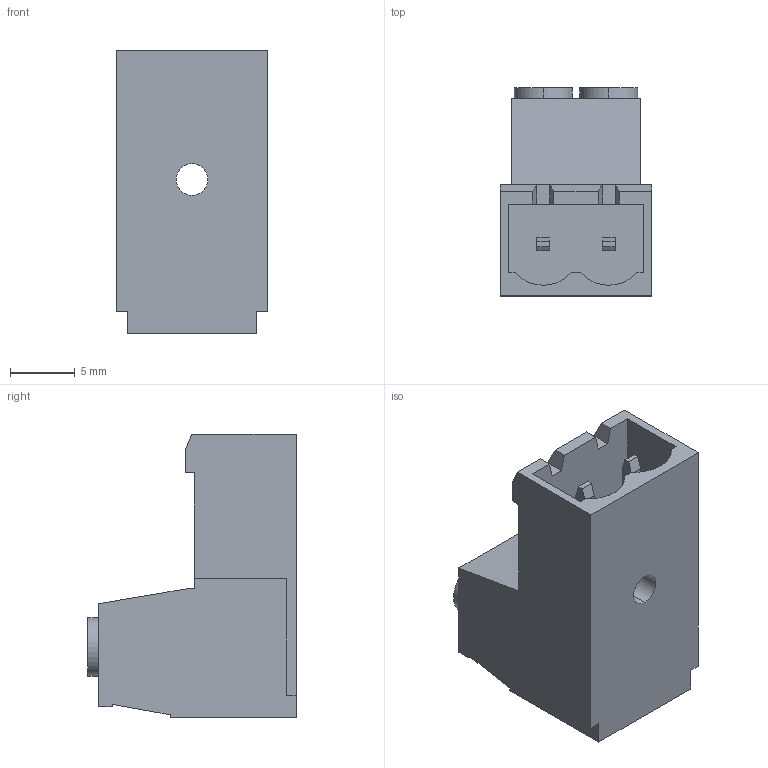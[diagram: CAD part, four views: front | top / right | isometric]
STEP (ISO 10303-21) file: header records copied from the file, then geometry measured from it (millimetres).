
FILE_DESCRIPTION (( 'STEP AP203' ), '1' );
FILE_NAME ('SOKETLI KABLO BIRLESIRICI KLEMENS - 5,08 MM KABLO BIRLESTIRICI ERKEK - 2 LI.STEP', '2018-09-12T08:49:07', ( 'user' ), ( '' ), 'SwSTEP 2.0', 'SolidWorks 2016', '' );
FILE_SCHEMA (( 'CONFIG_CONTROL_DESIGN' ));
Length unit declared in the file: millimetre
Products named in the file (1): SOKETLI KABLO BIRLESIRICI KLEMENS - 5,08 MM  KABLO BIRLESTIRICI ERKEK - 2 LI
Bounding box: 11.77 x 16.15 x 22 mm (x, y, z)
Volume: 1888.7 mm3; surface area: 1984.4 mm2
Topology: 1 solids, 1 shells, 98 faces, 254 edges, 168 vertices
Faces by surface type: plane 86, cylinder 12
Entity records: 3039 total; most frequent: CARTESIAN_POINT 521, ORIENTED_EDGE 508, DIRECTION 484, EDGE_CURVE 254, VECTOR 222, LINE 222, VERTEX_POINT 168, AXIS2_PLACEMENT_3D 131
